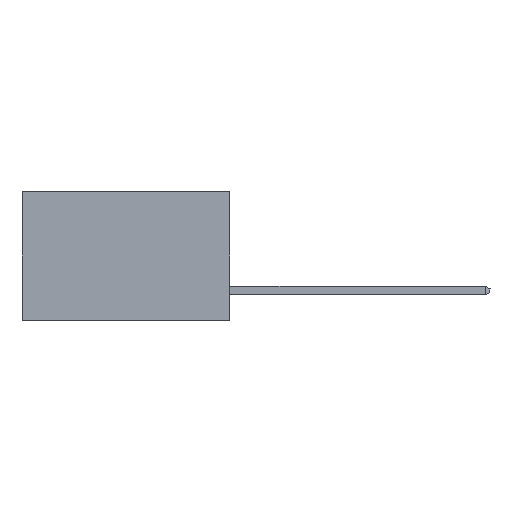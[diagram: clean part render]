
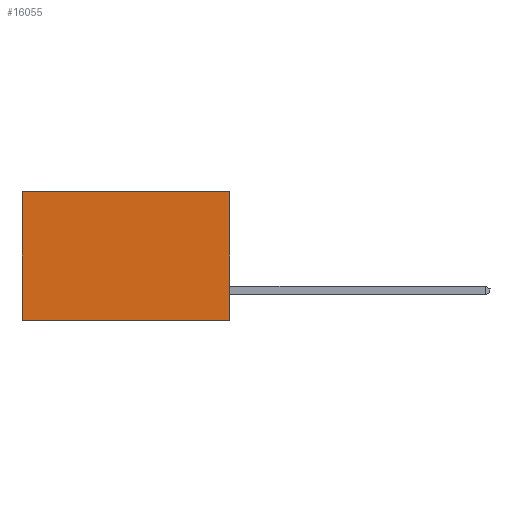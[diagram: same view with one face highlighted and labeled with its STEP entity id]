
A CAD part, left-side view. The second image highlights one B-rep face of the part: STEP entity #16055.
In plain terms, the highlighted planar face has unit normal (-1, 0, 0).
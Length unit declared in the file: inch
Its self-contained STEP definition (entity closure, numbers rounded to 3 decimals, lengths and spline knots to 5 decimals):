
#96 = DIRECTION ( 'NONE',  ( 0., 1., 0. ) ) ;
#247 = ORIENTED_EDGE ( 'NONE', *, *, #10234, .F. ) ;
#399 = CARTESIAN_POINT ( 'NONE',  ( 0.298, 0.6, 0. ) ) ;
#496 = ORIENTED_EDGE ( 'NONE', *, *, #2188, .F. ) ;
#1175 = VECTOR ( 'NONE', #15304, 39.37008 ) ;
#1183 = VERTEX_POINT ( 'NONE', #11666 ) ;
#2188 = EDGE_CURVE ( 'NONE', #6396, #1183, #12874, .T. ) ;
#2694 = DIRECTION ( 'NONE',  ( 1., 0., 0. ) ) ;
#3067 = LINE ( 'NONE', #5658, #4512 ) ;
#4005 = DIRECTION ( 'NONE',  ( 0., 0., -1. ) ) ;
#4512 = VECTOR ( 'NONE', #10802, 39.37008 ) ;
#4840 = ORIENTED_EDGE ( 'NONE', *, *, #13165, .T. ) ;
#4964 = AXIS2_PLACEMENT_3D ( 'NONE', #9117, #2694, #4005 ) ;
#5214 = ORIENTED_EDGE ( 'NONE', *, *, #11030, .T. ) ;
#5658 = CARTESIAN_POINT ( 'NONE',  ( 0.298, 0., 0. ) ) ;
#6396 = VERTEX_POINT ( 'NONE', #13994 ) ;
#8020 = DIRECTION ( 'NONE',  ( 0., 0., -1. ) ) ;
#9117 = CARTESIAN_POINT ( 'NONE',  ( 0.298, 0., 0. ) ) ;
#10234 = EDGE_CURVE ( 'NONE', #11576, #6396, #3067, .T. ) ;
#10802 = DIRECTION ( 'NONE',  ( 0., 0., -1. ) ) ;
#10834 = CARTESIAN_POINT ( 'NONE',  ( 0.298, 0.6, 0. ) ) ;
#10966 = VERTEX_POINT ( 'NONE', #10834 ) ;
#11030 = EDGE_CURVE ( 'NONE', #10966, #1183, #15673, .T. ) ;
#11034 = FACE_OUTER_BOUND ( 'NONE', #15566, .T. ) ;
#11136 = CARTESIAN_POINT ( 'NONE',  ( 0.298, 0., -0.37 ) ) ;
#11576 = VERTEX_POINT ( 'NONE', #13925 ) ;
#11666 = CARTESIAN_POINT ( 'NONE',  ( 0.298, 0.6, -0.37 ) ) ;
#12131 = LINE ( 'NONE', #14480, #16315 ) ;
#12874 = LINE ( 'NONE', #11136, #1175 ) ;
#13165 = EDGE_CURVE ( 'NONE', #11576, #10966, #12131, .T. ) ;
#13925 = CARTESIAN_POINT ( 'NONE',  ( 0.298, 0., 0. ) ) ;
#13994 = CARTESIAN_POINT ( 'NONE',  ( 0.298, 0., -0.37 ) ) ;
#14201 = PLANE ( 'NONE',  #4964 ) ;
#14480 = CARTESIAN_POINT ( 'NONE',  ( 0.298, 0., 0. ) ) ;
#15304 = DIRECTION ( 'NONE',  ( 0., 1., 0. ) ) ;
#15566 = EDGE_LOOP ( 'NONE', ( #5214, #496, #247, #4840 ) ) ;
#15673 = LINE ( 'NONE', #399, #15874 ) ;
#15874 = VECTOR ( 'NONE', #8020, 39.37008 ) ;
#16055 = ADVANCED_FACE ( 'NONE', ( #11034 ), #14201, .F. ) ;
#16315 = VECTOR ( 'NONE', #96, 39.37008 ) ;
